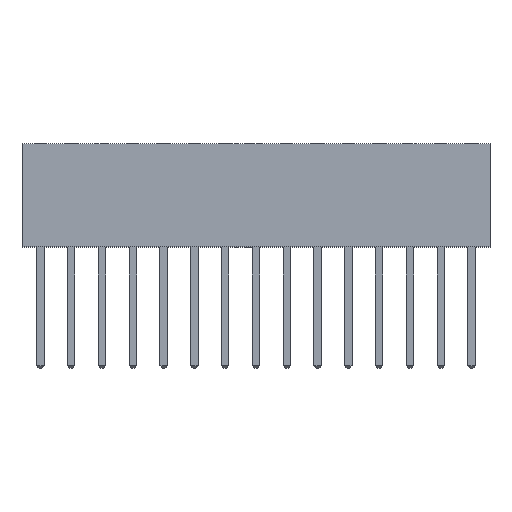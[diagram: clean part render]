
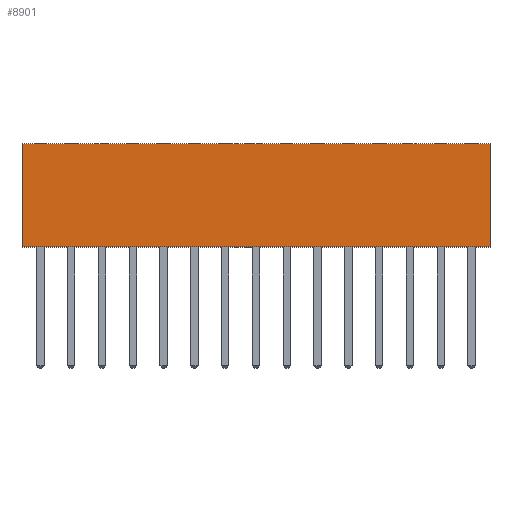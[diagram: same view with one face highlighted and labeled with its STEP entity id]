
A CAD part, top view. The second image highlights one B-rep face of the part: STEP entity #8901.
In plain terms, the highlighted planar face has unit normal (0, 0, 1).
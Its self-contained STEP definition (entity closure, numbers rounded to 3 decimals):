
#269=FACE_OUTER_BOUND('',#866,.T.);
#866=EDGE_LOOP('',(#6417,#6418,#6419,#6420));
#1656=LINE('',#13071,#2880);
#1657=LINE('',#13074,#2881);
#1660=LINE('',#13080,#2884);
#1661=LINE('',#13081,#2885);
#2880=VECTOR('',#10627,10.);
#2881=VECTOR('',#10630,10.);
#2884=VECTOR('',#10635,10.);
#2885=VECTOR('',#10636,10.);
#3962=VERTEX_POINT('',#13065);
#3964=VERTEX_POINT('',#13069);
#3965=VERTEX_POINT('',#13073);
#3967=VERTEX_POINT('',#13079);
#4840=EDGE_CURVE('',#3962,#3964,#1656,.T.);
#4841=EDGE_CURVE('',#3962,#3965,#1657,.T.);
#4844=EDGE_CURVE('',#3967,#3964,#1660,.T.);
#4845=EDGE_CURVE('',#3965,#3967,#1661,.T.);
#6417=ORIENTED_EDGE('',*,*,#4844,.F.);
#6418=ORIENTED_EDGE('',*,*,#4845,.F.);
#6419=ORIENTED_EDGE('',*,*,#4841,.F.);
#6420=ORIENTED_EDGE('',*,*,#4840,.T.);
#8319=PLANE('',#9528);
#8901=ADVANCED_FACE('',(#269),#8319,.T.);
#9528=AXIS2_PLACEMENT_3D('',#13078,#10633,#10634);
#10627=DIRECTION('',(0.,1.,0.));
#10630=DIRECTION('',(-1.,0.,0.));
#10633=DIRECTION('center_axis',(0.,0.,1.));
#10634=DIRECTION('ref_axis',(1.,0.,0.));
#10635=DIRECTION('',(1.,0.,0.));
#10636=DIRECTION('',(0.,1.,0.));
#13065=CARTESIAN_POINT('',(37.085,0.,16.445));
#13069=CARTESIAN_POINT('',(37.085,8.51,16.445));
#13071=CARTESIAN_POINT('',(37.085,0.,16.445));
#13073=CARTESIAN_POINT('',(-1.525,0.,16.445));
#13074=CARTESIAN_POINT('',(1.525,0.,16.445));
#13078=CARTESIAN_POINT('Origin',(-1.525,0.,16.445));
#13079=CARTESIAN_POINT('',(-1.525,8.51,16.445));
#13080=CARTESIAN_POINT('',(1.525,8.51,16.445));
#13081=CARTESIAN_POINT('',(-1.525,0.,16.445));
